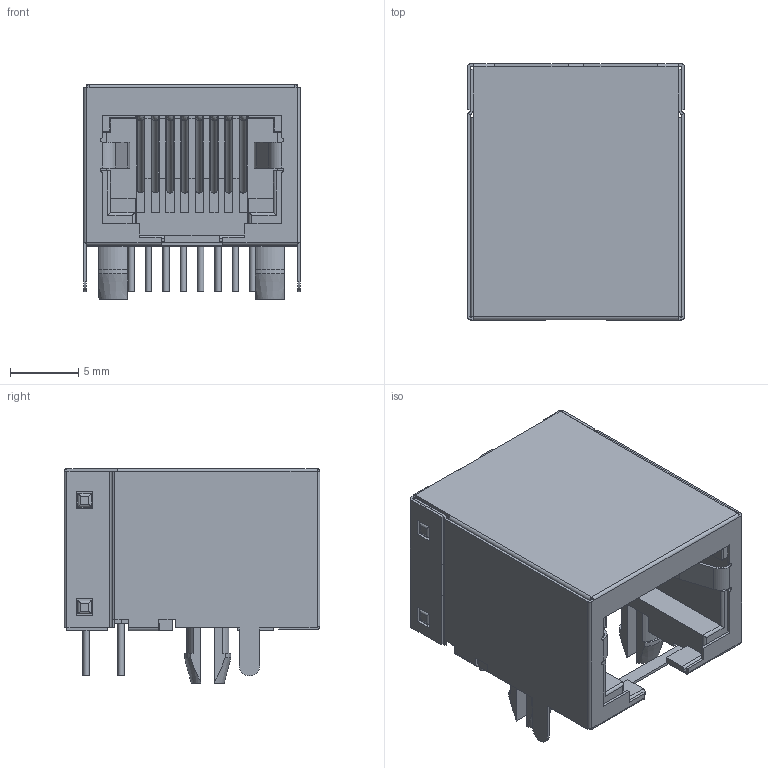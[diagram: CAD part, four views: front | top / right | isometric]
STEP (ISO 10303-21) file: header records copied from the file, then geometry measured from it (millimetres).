
FILE_DESCRIPTION(/* description */ ('Unknown'),/* implementation_level */ '2;1');
FILE_NAME(/* name */ 'J_Wurth_WR-MJ_615008140121',/* time_stamp */ '2025-06-25T11:40:52+08:00',/* author */ ('Unknown'),/* organization */ ('Unknown'),/* preprocessor_version */ 'ST-DEVELOPER v19.4',/* originating_system */ 'Solid Edge',/* authorisation */ 'Unknown');
FILE_SCHEMA (('AUTOMOTIVE_DESIGN {1 0 10303 214 3 1 1}'));
Length unit declared in the file: millimetre
Products named in the file (2): J_Wurth_WR-MJ_615008140121
Assembly tree (1 placements, depth 2):
  J_Wurth_WR-MJ_615008140121
    J_Wurth_WR-MJ_615008140121
Bounding box: 15.86 x 18.7 x 15.7 mm (x, y, z)
Volume: 1938.7 mm3; surface area: 5461.2 mm2
Topology: 10 solids, 10 shells, 676 faces, 1778 edges, 1129 vertices
Faces by surface type: plane 442, cylinder 211, bspline 9, torus 8, cone 4, sphere 2
Full cylindrical faces by diameter (mm): 0.406 x8, 0.45 x32, 0.7 x8
Entity records: 21289 total; most frequent: CARTESIAN_POINT 4821, ORIENTED_EDGE 3346, DIRECTION 3338, EDGE_CURVE 1673, LINE 1286, VECTOR 1286, VERTEX_POINT 1091, AXIS2_PLACEMENT_3D 1026
